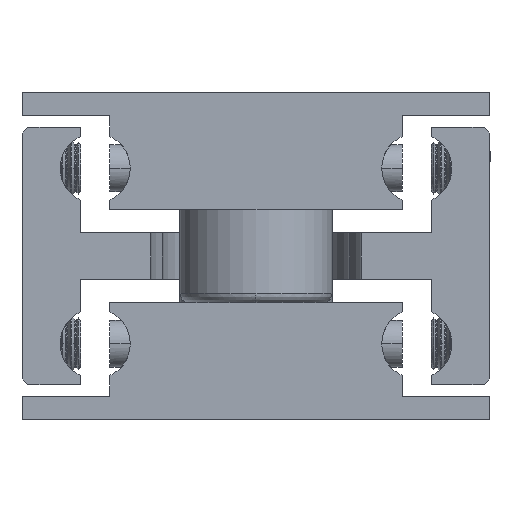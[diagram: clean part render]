
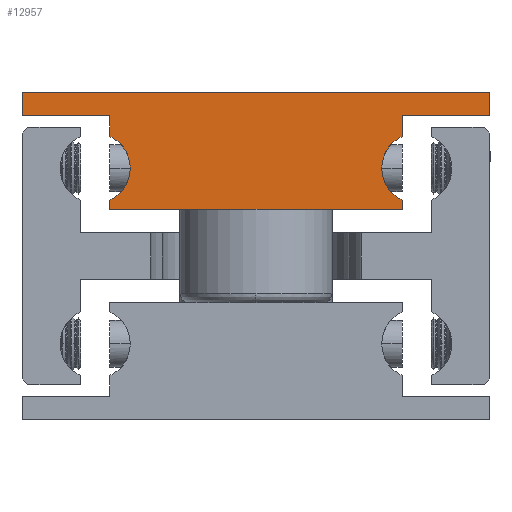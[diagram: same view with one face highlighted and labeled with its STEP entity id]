
A CAD part, front view. The second image highlights one B-rep face of the part: STEP entity #12957.
In plain terms, the highlighted planar face has unit normal (0, -1, 0).
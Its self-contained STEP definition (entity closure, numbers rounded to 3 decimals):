
#10798=CARTESIAN_POINT('',(-10.75,-200.0,0.));
#10799=VERTEX_POINT('',#10798);
#10808=CARTESIAN_POINT('',(-12.5,-200.0,2.727));
#10809=VERTEX_POINT('',#10808);
#10810=CARTESIAN_POINT('',(-13.75,-200.0,0.0));
#10811=DIRECTION('',(0.0,1.0,0.0));
#10812=DIRECTION('',(1.0,0.0,0.0));
#10813=AXIS2_PLACEMENT_3D('',#10810,#10811,#10812);
#10814=CIRCLE('',#10813,3.0);
#10815=EDGE_CURVE('',#10809,#10799,#10814,.T.);
#10940=CARTESIAN_POINT('',(12.5,-200.0,2.727));
#10941=VERTEX_POINT('',#10940);
#10948=CARTESIAN_POINT('',(10.75,-200.0,0.));
#10949=VERTEX_POINT('',#10948);
#10950=CARTESIAN_POINT('',(13.75,-200.0,0.0));
#10951=DIRECTION('',(0.0,1.0,0.0));
#10952=DIRECTION('',(1.0,0.0,0.0));
#10953=AXIS2_PLACEMENT_3D('',#10950,#10951,#10952);
#10954=CIRCLE('',#10953,3.0);
#10955=EDGE_CURVE('',#10949,#10941,#10954,.T.);
#11594=CARTESIAN_POINT('',(0.,-200.0,-3.5));
#11595=VERTEX_POINT('',#11594);
#12227=CARTESIAN_POINT('',(12.5,-200.0,-3.5));
#12228=VERTEX_POINT('',#12227);
#12235=CARTESIAN_POINT('',(12.5,-200.0,-3.5));
#12236=DIRECTION('',(-1.0,0.0,0.0));
#12237=VECTOR('',#12236,12.5);
#12238=LINE('',#12235,#12237);
#12239=EDGE_CURVE('',#12228,#11595,#12238,.T.);
#12244=CARTESIAN_POINT('',(-12.5,-200.0,-3.5));
#12245=VERTEX_POINT('',#12244);
#12246=CARTESIAN_POINT('',(0.,-200.0,-3.5));
#12247=DIRECTION('',(-1.0,0.0,0.0));
#12248=VECTOR('',#12247,12.5);
#12249=LINE('',#12246,#12248);
#12250=EDGE_CURVE('',#11595,#12245,#12249,.T.);
#12574=CARTESIAN_POINT('',(12.5,-200.0,4.5));
#12575=VERTEX_POINT('',#12574);
#12582=CARTESIAN_POINT('',(12.5,-200.0,4.5));
#12583=DIRECTION('',(0.,0.0,-1.));
#12584=VECTOR('',#12583,1.773);
#12585=LINE('',#12582,#12584);
#12586=EDGE_CURVE('',#12575,#10941,#12585,.T.);
#12599=CARTESIAN_POINT('',(12.5,-200.0,-2.727));
#12600=VERTEX_POINT('',#12599);
#12607=CARTESIAN_POINT('',(12.5,-200.0,-2.727));
#12608=DIRECTION('',(0.0,0.0,-1.0));
#12609=VECTOR('',#12608,0.773);
#12610=LINE('',#12607,#12609);
#12611=EDGE_CURVE('',#12600,#12228,#12610,.T.);
#12640=CARTESIAN_POINT('',(13.75,-200.0,0.0));
#12641=DIRECTION('',(0.0,1.0,0.0));
#12642=DIRECTION('',(1.0,0.0,0.0));
#12643=AXIS2_PLACEMENT_3D('',#12640,#12641,#12642);
#12644=CIRCLE('',#12643,3.0);
#12645=EDGE_CURVE('',#12600,#10949,#12644,.T.);
#12680=CARTESIAN_POINT('',(-12.5,-200.0,-2.727));
#12681=VERTEX_POINT('',#12680);
#12688=CARTESIAN_POINT('',(-13.75,-200.0,0.0));
#12689=DIRECTION('',(0.0,1.0,0.0));
#12690=DIRECTION('',(1.0,0.0,0.0));
#12691=AXIS2_PLACEMENT_3D('',#12688,#12689,#12690);
#12692=CIRCLE('',#12691,3.0);
#12693=EDGE_CURVE('',#10799,#12681,#12692,.T.);
#12773=CARTESIAN_POINT('',(-12.5,-200.0,-3.5));
#12774=DIRECTION('',(0.0,0.0,1.0));
#12775=VECTOR('',#12774,0.773);
#12776=LINE('',#12773,#12775);
#12777=EDGE_CURVE('',#12245,#12681,#12776,.T.);
#12788=CARTESIAN_POINT('',(-12.5,-200.0,4.5));
#12789=VERTEX_POINT('',#12788);
#12790=CARTESIAN_POINT('',(-12.5,-200.0,2.727));
#12791=DIRECTION('',(0.0,0.0,1.0));
#12792=VECTOR('',#12791,1.773);
#12793=LINE('',#12790,#12792);
#12794=EDGE_CURVE('',#10809,#12789,#12793,.T.);
#12812=CARTESIAN_POINT('',(20.,-200.0,4.5));
#12813=VERTEX_POINT('',#12812);
#12820=CARTESIAN_POINT('',(20.,-200.0,4.5));
#12821=DIRECTION('',(-1.0,0.0,0.0));
#12822=VECTOR('',#12821,7.5);
#12823=LINE('',#12820,#12822);
#12824=EDGE_CURVE('',#12813,#12575,#12823,.T.);
#12836=CARTESIAN_POINT('',(20.,-200.0,6.5));
#12837=VERTEX_POINT('',#12836);
#12844=CARTESIAN_POINT('',(20.,-200.0,6.5));
#12845=DIRECTION('',(0.0,0.0,-1.0));
#12846=VECTOR('',#12845,2.0);
#12847=LINE('',#12844,#12846);
#12848=EDGE_CURVE('',#12837,#12813,#12847,.T.);
#12859=CARTESIAN_POINT('',(-20.,-200.0,6.5));
#12860=VERTEX_POINT('',#12859);
#12861=CARTESIAN_POINT('',(-20.,-200.0,6.5));
#12862=DIRECTION('',(1.0,0.0,0.0));
#12863=VECTOR('',#12862,40.);
#12864=LINE('',#12861,#12863);
#12865=EDGE_CURVE('',#12860,#12837,#12864,.T.);
#12900=CARTESIAN_POINT('',(-20.,-200.0,4.5));
#12901=VERTEX_POINT('',#12900);
#12908=CARTESIAN_POINT('',(-20.,-200.0,4.5));
#12909=DIRECTION('',(0.0,0.0,1.0));
#12910=VECTOR('',#12909,2.0);
#12911=LINE('',#12908,#12910);
#12912=EDGE_CURVE('',#12901,#12860,#12911,.T.);
#12925=CARTESIAN_POINT('',(-12.5,-200.0,4.5));
#12926=DIRECTION('',(-1.0,0.0,0.0));
#12927=VECTOR('',#12926,7.5);
#12928=LINE('',#12925,#12927);
#12929=EDGE_CURVE('',#12789,#12901,#12928,.T.);
#12935=CARTESIAN_POINT('',(0.,-200.0,2.7));
#12936=DIRECTION('',(0.0,1.0,0.0));
#12937=DIRECTION('',(0.0,0.0,1.0));
#12938=AXIS2_PLACEMENT_3D('',#12935,#12936,#12937);
#12939=PLANE('',#12938);
#12940=ORIENTED_EDGE('',*,*,#12645,.T.);
#12941=ORIENTED_EDGE('',*,*,#10955,.T.);
#12942=ORIENTED_EDGE('',*,*,#12586,.F.);
#12943=ORIENTED_EDGE('',*,*,#12824,.F.);
#12944=ORIENTED_EDGE('',*,*,#12848,.F.);
#12945=ORIENTED_EDGE('',*,*,#12865,.F.);
#12946=ORIENTED_EDGE('',*,*,#12912,.F.);
#12947=ORIENTED_EDGE('',*,*,#12929,.F.);
#12948=ORIENTED_EDGE('',*,*,#12794,.F.);
#12949=ORIENTED_EDGE('',*,*,#10815,.T.);
#12950=ORIENTED_EDGE('',*,*,#12693,.T.);
#12951=ORIENTED_EDGE('',*,*,#12777,.F.);
#12952=ORIENTED_EDGE('',*,*,#12250,.F.);
#12953=ORIENTED_EDGE('',*,*,#12239,.F.);
#12954=ORIENTED_EDGE('',*,*,#12611,.F.);
#12955=EDGE_LOOP('',(#12940,#12941,#12942,#12943,#12944,#12945,#12946,#12947,#12948,#12949,#12950,#12951,#12952,#12953,#12954));
#12956=FACE_OUTER_BOUND('',#12955,.T.);
#12957=ADVANCED_FACE('',(#12956),#12939,.F.);
